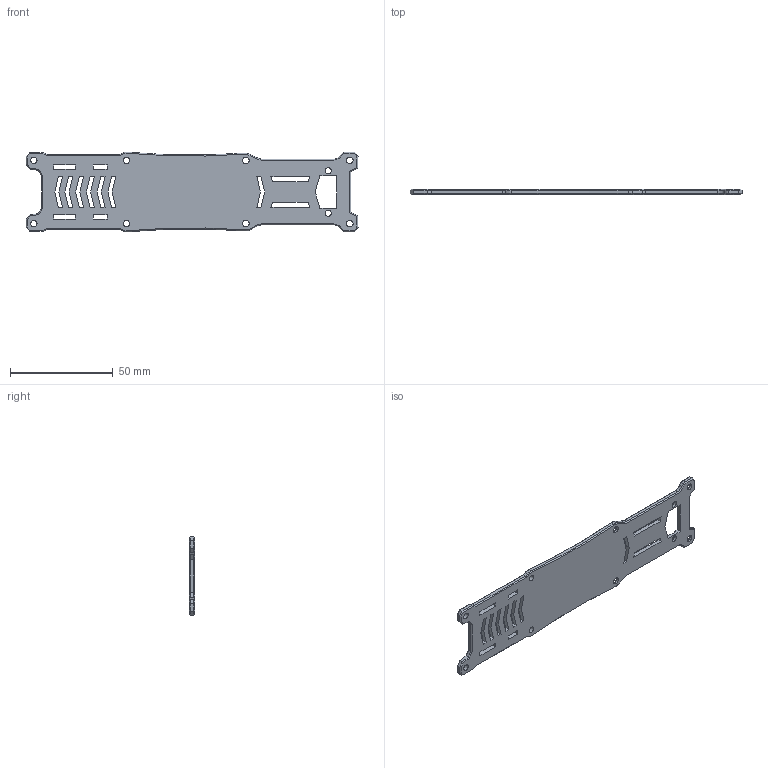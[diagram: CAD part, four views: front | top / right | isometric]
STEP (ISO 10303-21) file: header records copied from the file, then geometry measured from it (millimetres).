
FILE_DESCRIPTION(/* description */ (''),/* implementation_level */ '2;1');
FILE_NAME(/* name */ 'top_plate.step',/* time_stamp */ '2023-09-14T17:17:37-03:00',/* author */ (''),/* organization */ (''),/* preprocessor_version */ 'ST-DEVELOPER v20',/* originating_system */ 'Autodesk Translation Framework v12.9.0.99',/* authorisation */ '');
FILE_SCHEMA (('AUTOMOTIVE_DESIGN { 1 0 10303 214 3 1 1 }'));
Length unit declared in the file: millimetre
Products named in the file (1): top_plate
Bounding box: 161.19 x 2.5 x 38.64 mm (x, y, z)
Volume: 11965.4 mm3; surface area: 11836.5 mm2
Topology: 1 solids, 1 shells, 294 faces, 722 edges, 429 vertices
Faces by surface type: plane 234, cone 32, cylinder 26, bspline 2
Full cylindrical faces by diameter (mm): 3 x2, 3.05 x4, 3.2 x4
Entity records: 8535 total; most frequent: CARTESIAN_POINT 1500, ORIENTED_EDGE 1444, DIRECTION 1393, EDGE_CURVE 722, LINE 629, VECTOR 629, VERTEX_POINT 429, AXIS2_PLACEMENT_3D 382
